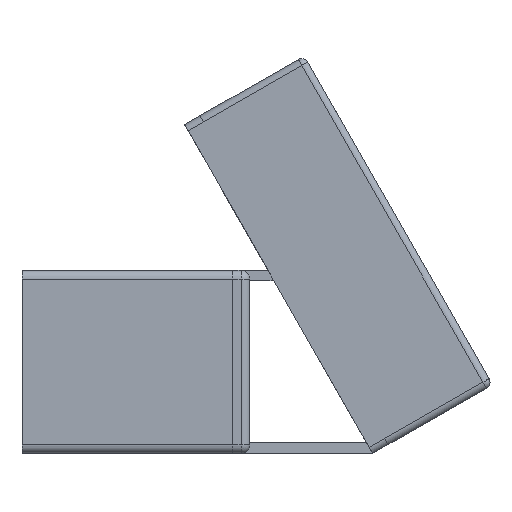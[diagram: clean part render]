
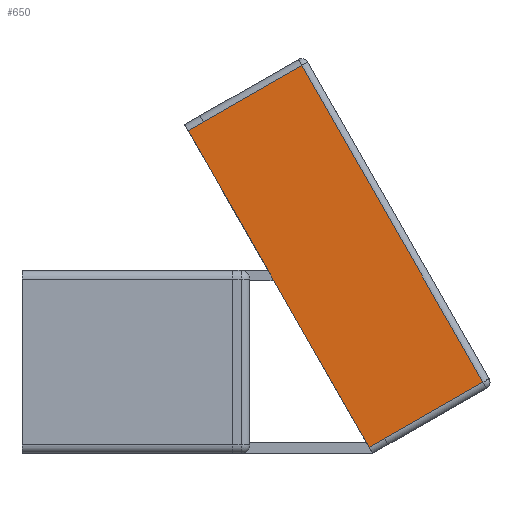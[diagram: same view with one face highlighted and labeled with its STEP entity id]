
A CAD part, left-side view. The second image highlights one B-rep face of the part: STEP entity #650.
In plain terms, the highlighted planar face has unit normal (-1, 0, 0).
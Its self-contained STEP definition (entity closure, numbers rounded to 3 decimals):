
#200 = EDGE_CURVE('',#201,#203,#205,.T.);
#201 = VERTEX_POINT('',#202);
#202 = CARTESIAN_POINT('',(-17.95,-41.349,68.405));
#203 = VERTEX_POINT('',#204);
#204 = CARTESIAN_POINT('',(-17.95,-69.42,84.469));
#205 = LINE('',#206,#207);
#206 = CARTESIAN_POINT('',(-17.95,-41.342,68.401));
#207 = VECTOR('',#208,1.);
#208 = DIRECTION('',(0.,-0.868,0.497));
#399 = VERTEX_POINT('',#400);
#400 = CARTESIAN_POINT('',(-17.95,-37.012,65.901));
#407 = EDGE_CURVE('',#399,#408,#410,.T.);
#408 = VERTEX_POINT('',#409);
#409 = CARTESIAN_POINT('',(-17.95,-88.667,-24.364));
#410 = LINE('',#411,#412);
#411 = CARTESIAN_POINT('',(-17.95,-36.019,67.637));
#412 = VECTOR('',#413,1.);
#413 = DIRECTION('',(0.,-0.497,-0.868));
#495 = EDGE_CURVE('',#399,#201,#496,.T.);
#496 = LINE('',#497,#498);
#497 = CARTESIAN_POINT('',(-17.95,-37.019,65.905));
#498 = VECTOR('',#499,1.);
#499 = DIRECTION('',(0.,-0.866,0.5));
#650 = ADVANCED_FACE('',(#651),#678,.T.);
#651 = FACE_BOUND('',#652,.T.);
#652 = EDGE_LOOP('',(#653,#654,#655,#656,#664,#672));
#653 = ORIENTED_EDGE('',*,*,#200,.F.);
#654 = ORIENTED_EDGE('',*,*,#495,.F.);
#655 = ORIENTED_EDGE('',*,*,#407,.T.);
#656 = ORIENTED_EDGE('',*,*,#657,.T.);
#657 = EDGE_CURVE('',#408,#658,#660,.T.);
#658 = VERTEX_POINT('',#659);
#659 = CARTESIAN_POINT('',(-17.95,-92.99,-21.868));
#660 = LINE('',#661,#662);
#661 = CARTESIAN_POINT('',(-17.95,-88.66,-24.368));
#662 = VECTOR('',#663,1.);
#663 = DIRECTION('',(0.,-0.866,0.5));
#664 = ORIENTED_EDGE('',*,*,#665,.T.);
#665 = EDGE_CURVE('',#658,#666,#668,.T.);
#666 = VERTEX_POINT('',#667);
#667 = CARTESIAN_POINT('',(-17.95,-121.074,-5.797));
#668 = LINE('',#669,#670);
#669 = CARTESIAN_POINT('',(-17.95,-92.997,-21.864));
#670 = VECTOR('',#671,1.);
#671 = DIRECTION('',(0.,-0.868,0.497));
#672 = ORIENTED_EDGE('',*,*,#673,.F.);
#673 = EDGE_CURVE('',#203,#666,#674,.T.);
#674 = LINE('',#675,#676);
#675 = CARTESIAN_POINT('',(-17.95,-69.42,84.469));
#676 = VECTOR('',#677,1.);
#677 = DIRECTION('',(0.,-0.497,-0.868));
#678 = PLANE('',#679);
#679 = AXIS2_PLACEMENT_3D('',#680,#681,#682);
#680 = CARTESIAN_POINT('',(-17.95,-79.91,30.551));
#681 = DIRECTION('',(-1.,0.,0.));
#682 = DIRECTION('',(0.,-1.,0.));
